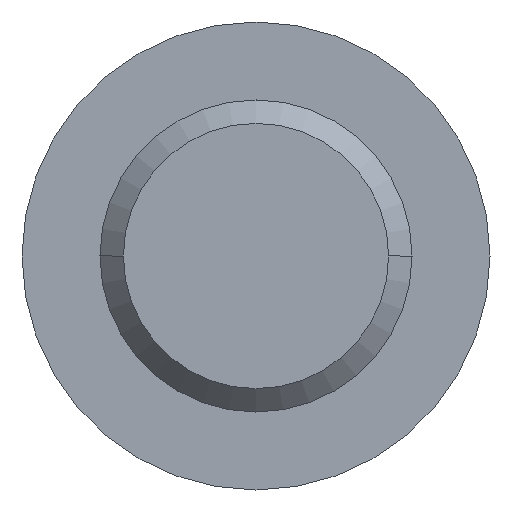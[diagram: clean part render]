
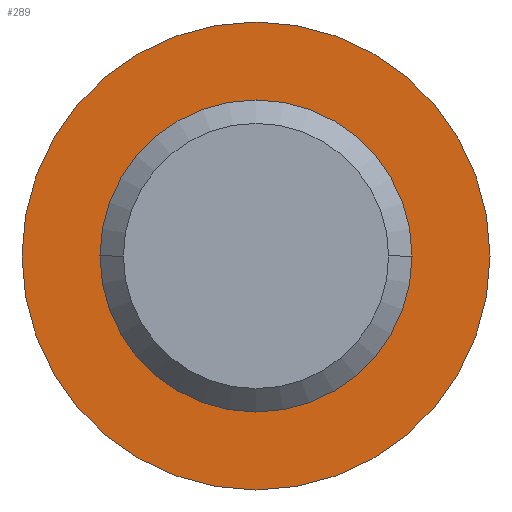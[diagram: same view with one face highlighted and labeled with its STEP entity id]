
A CAD part, front view. The second image highlights one B-rep face of the part: STEP entity #289.
In plain terms, the highlighted planar face has unit normal (0, -1, 0).
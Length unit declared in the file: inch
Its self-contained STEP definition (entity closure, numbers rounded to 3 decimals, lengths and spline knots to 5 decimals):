
#5 = VERTEX_POINT ( 'NONE', #79 ) ;
#20 = VERTEX_POINT ( 'NONE', #78 ) ;
#32 = VERTEX_POINT ( 'NONE', #84 ) ;
#78 = CARTESIAN_POINT ( 'NONE',  ( -0.125, 0., 0. ) ) ;
#79 = CARTESIAN_POINT ( 'NONE',  ( 0.1875, 0., 0. ) ) ;
#84 = CARTESIAN_POINT ( 'NONE',  ( 0.125, 0., 0. ) ) ;
#114 = EDGE_LOOP ( 'NONE', ( #168, #169 ) ) ;
#128 = EDGE_LOOP ( 'NONE', ( #170, #171 ) ) ;
#168 = ORIENTED_EDGE ( 'NONE', *, *, #780, .T. ) ;
#169 = ORIENTED_EDGE ( 'NONE', *, *, #783, .T. ) ;
#170 = ORIENTED_EDGE ( 'NONE', *, *, #767, .F. ) ;
#171 = ORIENTED_EDGE ( 'NONE', *, *, #801, .F. ) ;
#184 = VERTEX_POINT ( 'NONE', #873 ) ;
#289 = ADVANCED_FACE ( 'NONE', ( #546, #556 ), #868, .T. ) ;
#363 = CARTESIAN_POINT ( 'NONE',  ( 0., 0., 0. ) ) ;
#364 = DIRECTION ( 'NONE',  ( 0., -1., 0. ) ) ;
#365 = DIRECTION ( 'NONE',  ( 1., 0., 0. ) ) ;
#394 = CARTESIAN_POINT ( 'NONE',  ( 0., 0., 0. ) ) ;
#395 = DIRECTION ( 'NONE',  ( 0., -1., 0. ) ) ;
#396 = DIRECTION ( 'NONE',  ( 1., 0., 0. ) ) ;
#400 = CARTESIAN_POINT ( 'NONE',  ( 0., 0., 0. ) ) ;
#401 = DIRECTION ( 'NONE',  ( 0., -1., 0. ) ) ;
#402 = DIRECTION ( 'NONE',  ( 1., 0., 0. ) ) ;
#446 = CARTESIAN_POINT ( 'NONE',  ( 0., 0., 0. ) ) ;
#447 = DIRECTION ( 'NONE',  ( 0., -1., 0. ) ) ;
#448 = DIRECTION ( 'NONE',  ( 1., 0., 0. ) ) ;
#546 = FACE_OUTER_BOUND ( 'NONE', #114, .T. ) ;
#556 = FACE_BOUND ( 'NONE', #128, .T. ) ;
#599 = CIRCLE ( 'NONE', #850, 0.125 ) ;
#619 = CIRCLE ( 'NONE', #709, 0.1875 ) ;
#625 = CIRCLE ( 'NONE', #711, 0.1875 ) ;
#653 = CIRCLE ( 'NONE', #719, 0.125 ) ;
#709 = AXIS2_PLACEMENT_3D ( 'NONE', #394, #395, #396 ) ;
#711 = AXIS2_PLACEMENT_3D ( 'NONE', #400, #401, #402 ) ;
#719 = AXIS2_PLACEMENT_3D ( 'NONE', #446, #447, #448 ) ;
#767 = EDGE_CURVE ( 'NONE', #32, #20, #599, .T. ) ;
#780 = EDGE_CURVE ( 'NONE', #5, #184, #619, .T. ) ;
#783 = EDGE_CURVE ( 'NONE', #184, #5, #625, .T. ) ;
#801 = EDGE_CURVE ( 'NONE', #20, #32, #653, .T. ) ;
#829 = AXIS2_PLACEMENT_3D ( 'NONE', #861, #859, #860 ) ;
#850 = AXIS2_PLACEMENT_3D ( 'NONE', #363, #364, #365 ) ;
#859 = DIRECTION ( 'NONE',  ( 0., -1., 0. ) ) ;
#860 = DIRECTION ( 'NONE',  ( 1., 0., 0. ) ) ;
#861 = CARTESIAN_POINT ( 'NONE',  ( 0.125, 0., 0. ) ) ;
#868 = PLANE ( 'NONE',  #829 ) ;
#873 = CARTESIAN_POINT ( 'NONE',  ( -0.1875, 0., 0. ) ) ;
